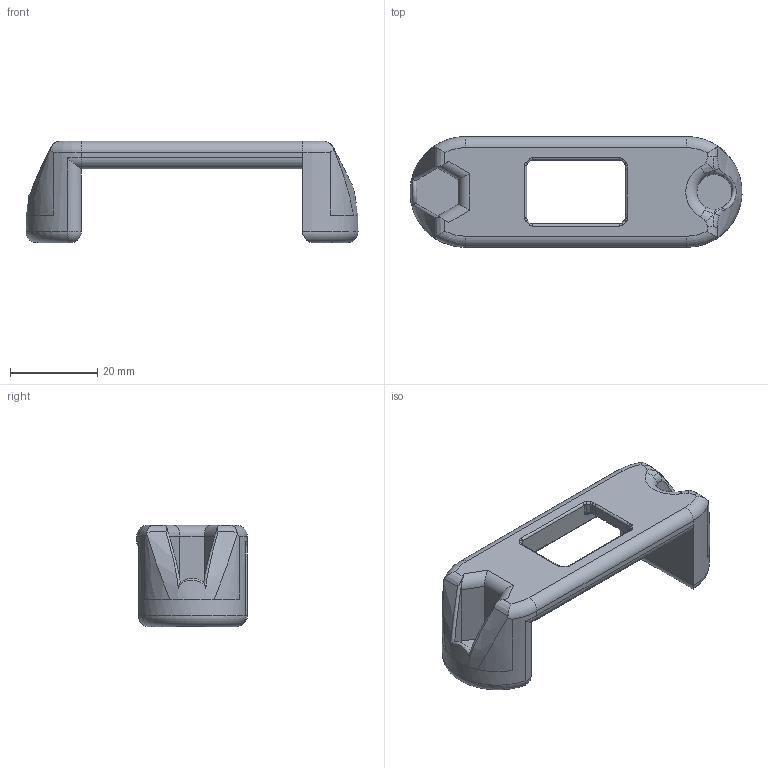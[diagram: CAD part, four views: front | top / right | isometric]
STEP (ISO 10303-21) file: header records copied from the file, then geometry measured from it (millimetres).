
FILE_DESCRIPTION(/* description */ (''),/* implementation_level */ '2;1');
FILE_NAME(/* name */ 'Hall Effect Sensor Mount Half.step',/* time_stamp */ '2023-07-01T04:24:17-04:00',/* author */ (''),/* organization */ (''),/* preprocessor_version */ 'ST-DEVELOPER v19.2',/* originating_system */ 'Autodesk Translation Framework v12.6.0.85',/* authorisation */ '');
FILE_SCHEMA (('AUTOMOTIVE_DESIGN { 1 0 10303 214 3 1 1 }'));
Length unit declared in the file: inch
Products named in the file (3): Hall Effect Sensor Mount Half; Basic Tube Mount Half v2; Basic Mount
Assembly tree (2 placements, depth 3):
  Hall Effect Sensor Mount Half
    Basic Tube Mount Half v2
      Basic Mount
Bounding box: 76.19 x 25.4 x 23.28 mm (x, y, z)
Volume: 13026.8 mm3; surface area: 6944.4 mm2
Topology: 1 solids, 1 shells, 187 faces, 469 edges, 274 vertices
Faces by surface type: cylinder 69, bspline 56, plane 39, torus 14, sphere 9
Full cylindrical faces by diameter (mm): 3.146 x2, 5.029 x2, 8.026 x1
Entity records: 8072 total; most frequent: CARTESIAN_POINT 3790, ORIENTED_EDGE 914, DIRECTION 853, EDGE_CURVE 457, AXIS2_PLACEMENT_3D 345, VERTEX_POINT 274, EDGE_LOOP 191, FACE_OUTER_BOUND 187
